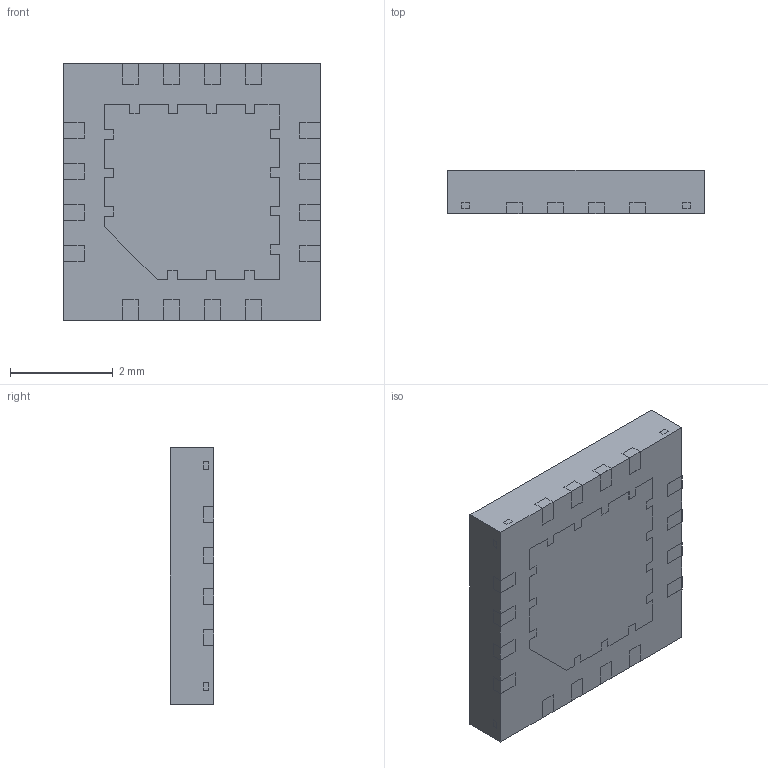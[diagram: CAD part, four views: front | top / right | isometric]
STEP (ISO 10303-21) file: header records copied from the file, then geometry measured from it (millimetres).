
FILE_DESCRIPTION (( 'STEP AP214' ), '1' );
FILE_NAME ('5x5_16_8.STEP', '2013-08-12T22:17:27', ( 'sw2011vm-Admin' ), ( '' ), 'SwSTEP 2.0', 'SolidWorks 2012', '' );
FILE_SCHEMA (( 'AUTOMOTIVE_DESIGN' ));
Length unit declared in the file: millimetre
Products named in the file (1): 5x5_16_8
Bounding box: 5 x 0.84 x 5 mm (x, y, z)
Volume: 7.6 mm3; surface area: 169.6 mm2
Topology: 52 solids, 52 shells, 979 faces, 2697 edges, 1782 vertices
Faces by surface type: plane 979
Entity records: 31000 total; most frequent: CARTESIAN_POINT 5459, ORIENTED_EDGE 5394, DIRECTION 4657, EDGE_CURVE 2697, LINE 2697, VECTOR 2697, VERTEX_POINT 1782, EDGE_LOOP 989
